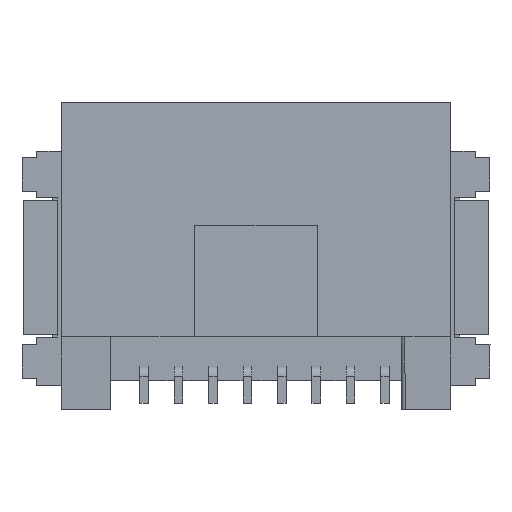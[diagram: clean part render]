
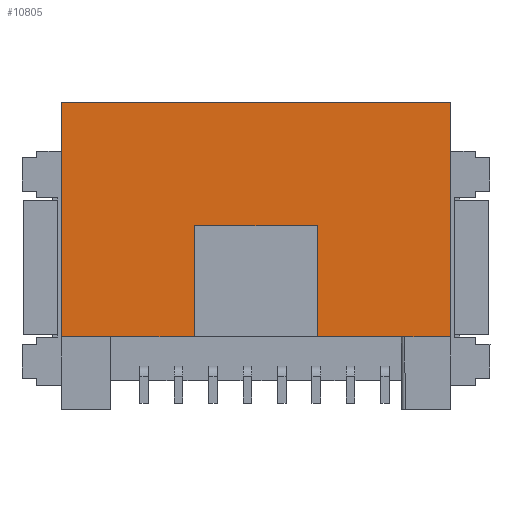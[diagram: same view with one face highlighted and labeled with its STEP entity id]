
A CAD part, front view. The second image highlights one B-rep face of the part: STEP entity #10805.
In plain terms, the highlighted planar face has unit normal (0, -1, 0.004).
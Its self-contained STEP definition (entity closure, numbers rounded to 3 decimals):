
#643=DIRECTION('',(-1.,0.,0.));
#644=VECTOR('',#643,4.863);
#645=CARTESIAN_POINT('',(13.488,-6.903,-3.3));
#646=LINE('',#645,#644);
#651=DIRECTION('',(-1.,0.,0.));
#652=VECTOR('',#651,5.062);
#653=CARTESIAN_POINT('',(25.72,-6.903,-3.3));
#654=LINE('',#653,#652);
#721=DIRECTION('',(-1.,0.,-0.001));
#722=VECTOR('',#721,2.864);
#723=CARTESIAN_POINT('',(8.625,-6.903,-3.3));
#724=LINE('',#723,#722);
#742=DIRECTION('',(0.,0.004,1.));
#743=VECTOR('',#742,13.602);
#744=CARTESIAN_POINT('',(5.761,-6.903,-3.302));
#745=LINE('',#744,#743);
#1185=DIRECTION('',(1.,0.,-0.001));
#1186=VECTOR('',#1185,2.664);
#1187=CARTESIAN_POINT('',(25.72,-6.903,
-3.3));
#1188=LINE('',#1187,#1186);
#1189=DIRECTION('',(0.004,-0.004,-1.));
#1190=VECTOR('',#1189,6.461);
#1191=CARTESIAN_POINT('',(20.629,-6.874,3.161));
#1192=LINE('',#1191,#1190);
#1193=DIRECTION('',(1.,0.,0.));
#1194=VECTOR('',#1193,7.114);
#1195=CARTESIAN_POINT('',(13.516,-6.874,3.161));
#1196=LINE('',#1195,#1194);
#1284=DIRECTION('',(1.,0.,0.));
#1285=VECTOR('',#1284,22.623);
#1286=CARTESIAN_POINT('',(5.761,-6.843,10.3));
#1287=LINE('',#1286,#1285);
#4012=DIRECTION('',(0.,-0.004,-1.));
#4013=VECTOR('',#4012,13.602);
#4014=CARTESIAN_POINT('',(28.384,-6.843,10.3));
#4015=LINE('',#4014,#4013);
#5191=DIRECTION('',(-0.004,-0.004,-1.));
#5192=VECTOR('',#5191,6.461);
#5193=CARTESIAN_POINT('',(13.516,-6.874,3.161));
#5194=LINE('',#5193,#5192);
#8405=CARTESIAN_POINT('',(28.384,-6.903,
-3.302));
#8406=VERTEX_POINT('',#8405);
#8407=CARTESIAN_POINT('',(28.384,-6.843,10.3));
#8408=VERTEX_POINT('',#8407);
#8419=CARTESIAN_POINT('',(25.72,-6.903,
-3.3));
#8420=VERTEX_POINT('',#8419);
#8421=CARTESIAN_POINT('',(20.658,-6.903,
-3.3));
#8422=VERTEX_POINT('',#8421);
#8423=CARTESIAN_POINT('',(20.629,-6.874,3.161));
#8424=VERTEX_POINT('',#8423);
#8425=CARTESIAN_POINT('',(13.516,-6.874,3.161));
#8426=VERTEX_POINT('',#8425);
#8427=CARTESIAN_POINT('',(13.488,-6.903,
-3.3));
#8428=VERTEX_POINT('',#8427);
#8429=CARTESIAN_POINT('',(8.625,-6.903,
-3.3));
#8430=VERTEX_POINT('',#8429);
#8431=CARTESIAN_POINT('',(5.761,-6.903,
-3.302));
#8432=VERTEX_POINT('',#8431);
#8433=CARTESIAN_POINT('',(5.761,-6.843,10.3));
#8434=VERTEX_POINT('',#8433);
#10783=CARTESIAN_POINT('',(17.123,-6.855,
7.603));
#10784=DIRECTION('',(0.,1.,-0.004));
#10785=DIRECTION('',(0.,0.004,1.));
#10786=AXIS2_PLACEMENT_3D('',#10783,#10784,#10785);
#10787=PLANE('',#10786);
#10789=ORIENTED_EDGE('',*,*,#10788,.T.);
#10791=ORIENTED_EDGE('',*,*,#10790,.T.);
#10792=ORIENTED_EDGE('',*,*,#10775,.F.);
#10793=ORIENTED_EDGE('',*,*,#10061,.T.);
#10795=ORIENTED_EDGE('',*,*,#10794,.F.);
#10797=ORIENTED_EDGE('',*,*,#10796,.F.);
#10799=ORIENTED_EDGE('',*,*,#10798,.T.);
#10800=ORIENTED_EDGE('',*,*,#10053,.T.);
#10801=ORIENTED_EDGE('',*,*,#10173,.T.);
#10802=ORIENTED_EDGE('',*,*,#10201,.T.);
#10803=EDGE_LOOP('',(#10789,#10791,#10792,#10793,#10795,#10797,#10799,#10800,
#10801,#10802));
#10804=FACE_OUTER_BOUND('',#10803,.F.);
#10805=ADVANCED_FACE('',(#10804),#10787,.F.);
#10053=EDGE_CURVE('',#8428,#8430,#646,.T.);
#10061=EDGE_CURVE('',#8420,#8422,#654,.T.);
#10173=EDGE_CURVE('',#8430,#8432,#724,.T.);
#10201=EDGE_CURVE('',#8432,#8434,#745,.T.);
#10775=EDGE_CURVE('',#8420,#8406,#1188,.T.);
#10788=EDGE_CURVE('',#8434,#8408,#1287,.T.);
#10790=EDGE_CURVE('',#8408,#8406,#4015,.T.);
#10794=EDGE_CURVE('',#8424,#8422,#1192,.T.);
#10796=EDGE_CURVE('',#8426,#8424,#1196,.T.);
#10798=EDGE_CURVE('',#8426,#8428,#5194,.T.);
